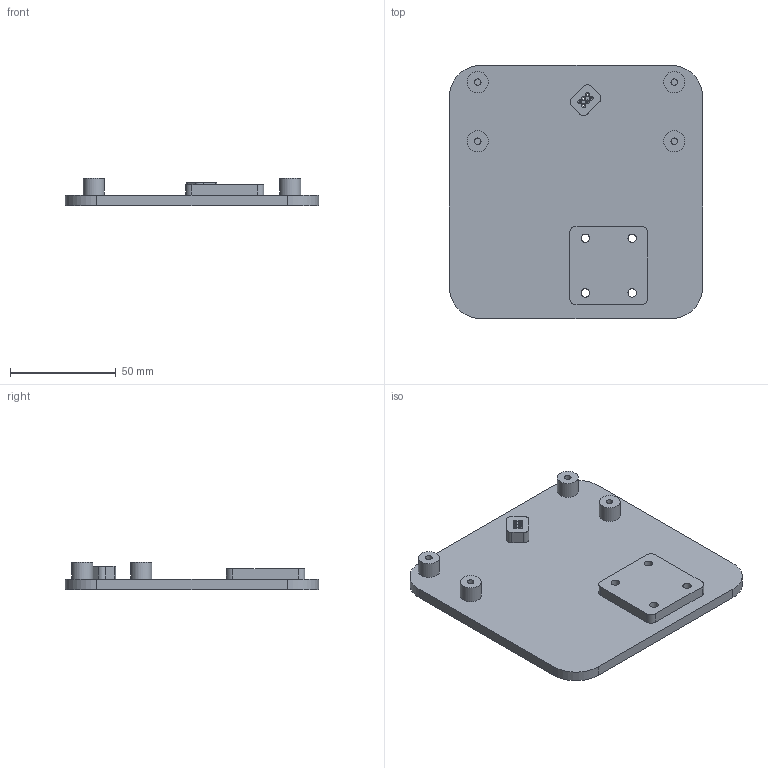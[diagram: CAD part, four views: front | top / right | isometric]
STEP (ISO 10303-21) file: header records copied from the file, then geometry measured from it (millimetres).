
FILE_DESCRIPTION(/* description */ (''),/* implementation_level */ '2;1');
FILE_NAME(/* name */ 'ProgrammingBase v6.step',/* time_stamp */ '2020-03-04T18:12:46-05:00',/* author */ (''),/* organization */ (''),/* preprocessor_version */ 'ST-DEVELOPER v18',/* originating_system */ 'Autodesk Translation Framework v8.12.0.6',/* authorisation */ '');
FILE_SCHEMA (('AUTOMOTIVE_DESIGN { 1 0 10303 214 3 1 1 }'));
Length unit declared in the file: millimetre
Products named in the file (1): ProgrammingBase
Bounding box: 120 x 120 x 13 mm (x, y, z)
Volume: 80442.6 mm3; surface area: 33472.5 mm2
Topology: 1 solids, 1 shells, 68 faces, 150 edges, 98 vertices
Faces by surface type: cylinder 34, plane 28, cone 6
Full cylindrical faces by diameter (mm): 0.9 x6, 3 x4, 3.1 x4, 4 x4, 10 x4
Entity records: 1973 total; most frequent: DIRECTION 362, CARTESIAN_POINT 317, ORIENTED_EDGE 300, EDGE_CURVE 150, AXIS2_PLACEMENT_3D 143, EDGE_LOOP 102, VERTEX_POINT 98, LINE 76
